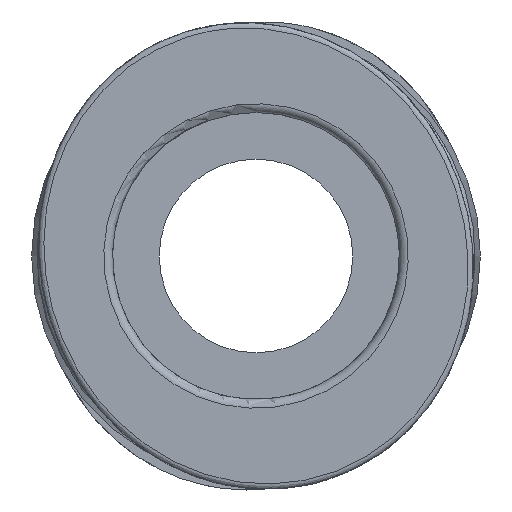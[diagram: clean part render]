
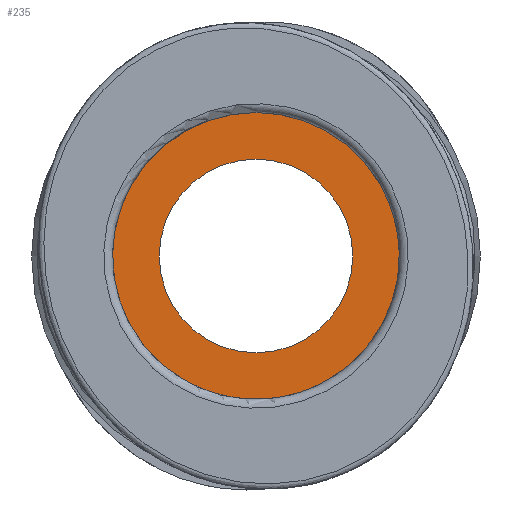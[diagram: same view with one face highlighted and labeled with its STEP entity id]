
A CAD part, left-side view. The second image highlights one B-rep face of the part: STEP entity #235.
In plain terms, the highlighted planar face has unit normal (-1, 0, 0).
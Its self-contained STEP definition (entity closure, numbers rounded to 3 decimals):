
#170 = CYLINDRICAL_SURFACE('',#171,5.5);
#171 = AXIS2_PLACEMENT_3D('',#172,#173,#174);
#172 = CARTESIAN_POINT('',(-66.149,0.,0.));
#173 = DIRECTION('',(-1.,-0.,-0.));
#174 = DIRECTION('',(-0.,0.,1.));
#187 = VERTEX_POINT('',#188);
#188 = CARTESIAN_POINT('',(-1.2,0.,5.5));
#208 = EDGE_CURVE('',#187,#187,#209,.T.);
#209 = SURFACE_CURVE('',#210,(#215,#222),.PCURVE_S1.);
#210 = CIRCLE('',#211,5.5);
#211 = AXIS2_PLACEMENT_3D('',#212,#213,#214);
#212 = CARTESIAN_POINT('',(-1.2,0.,0.));
#213 = DIRECTION('',(-1.,0.,-0.));
#214 = DIRECTION('',(-0.,0.,1.));
#215 = PCURVE('',#170,#216);
#216 = DEFINITIONAL_REPRESENTATION('',(#217),#221);
#217 = LINE('',#218,#219);
#218 = CARTESIAN_POINT('',(0.,-64.949));
#219 = VECTOR('',#220,1.);
#220 = DIRECTION('',(1.,0.));
#221 = ( GEOMETRIC_REPRESENTATION_CONTEXT(2) 
PARAMETRIC_REPRESENTATION_CONTEXT() REPRESENTATION_CONTEXT('2D SPACE',''
  ) );
#222 = PCURVE('',#223,#228);
#223 = PLANE('',#224);
#224 = AXIS2_PLACEMENT_3D('',#225,#226,#227);
#225 = CARTESIAN_POINT('',(-1.2,0.,0.));
#226 = DIRECTION('',(-1.,0.,-0.));
#227 = DIRECTION('',(0.,0.,1.));
#228 = DEFINITIONAL_REPRESENTATION('',(#229),#233);
#229 = CIRCLE('',#230,5.5);
#230 = AXIS2_PLACEMENT_2D('',#231,#232);
#231 = CARTESIAN_POINT('',(0.,0.));
#232 = DIRECTION('',(1.,0.));
#233 = ( GEOMETRIC_REPRESENTATION_CONTEXT(2) 
PARAMETRIC_REPRESENTATION_CONTEXT() REPRESENTATION_CONTEXT('2D SPACE',''
  ) );
#235 = ADVANCED_FACE('',(#236,#267),#223,.T.);
#236 = FACE_BOUND('',#237,.T.);
#237 = EDGE_LOOP('',(#238));
#238 = ORIENTED_EDGE('',*,*,#239,.T.);
#239 = EDGE_CURVE('',#240,#240,#242,.T.);
#240 = VERTEX_POINT('',#241);
#241 = CARTESIAN_POINT('',(-1.2,0.,8.15));
#242 = SURFACE_CURVE('',#243,(#248,#255),.PCURVE_S1.);
#243 = CIRCLE('',#244,8.15);
#244 = AXIS2_PLACEMENT_3D('',#245,#246,#247);
#245 = CARTESIAN_POINT('',(-1.2,0.,0.));
#246 = DIRECTION('',(-1.,0.,-0.));
#247 = DIRECTION('',(-0.,0.,1.));
#248 = PCURVE('',#223,#249);
#249 = DEFINITIONAL_REPRESENTATION('',(#250),#254);
#250 = CIRCLE('',#251,8.15);
#251 = AXIS2_PLACEMENT_2D('',#252,#253);
#252 = CARTESIAN_POINT('',(0.,0.));
#253 = DIRECTION('',(1.,0.));
#254 = ( GEOMETRIC_REPRESENTATION_CONTEXT(2) 
PARAMETRIC_REPRESENTATION_CONTEXT() REPRESENTATION_CONTEXT('2D SPACE',''
  ) );
#255 = PCURVE('',#256,#261);
#256 = CYLINDRICAL_SURFACE('',#257,8.15);
#257 = AXIS2_PLACEMENT_3D('',#258,#259,#260);
#258 = CARTESIAN_POINT('',(-66.149,0.,0.));
#259 = DIRECTION('',(-1.,-0.,-0.));
#260 = DIRECTION('',(-0.,0.,1.));
#261 = DEFINITIONAL_REPRESENTATION('',(#262),#266);
#262 = LINE('',#263,#264);
#263 = CARTESIAN_POINT('',(0.,-64.949));
#264 = VECTOR('',#265,1.);
#265 = DIRECTION('',(1.,0.));
#266 = ( GEOMETRIC_REPRESENTATION_CONTEXT(2) 
PARAMETRIC_REPRESENTATION_CONTEXT() REPRESENTATION_CONTEXT('2D SPACE',''
  ) );
#267 = FACE_BOUND('',#268,.T.);
#268 = EDGE_LOOP('',(#269));
#269 = ORIENTED_EDGE('',*,*,#208,.F.);
